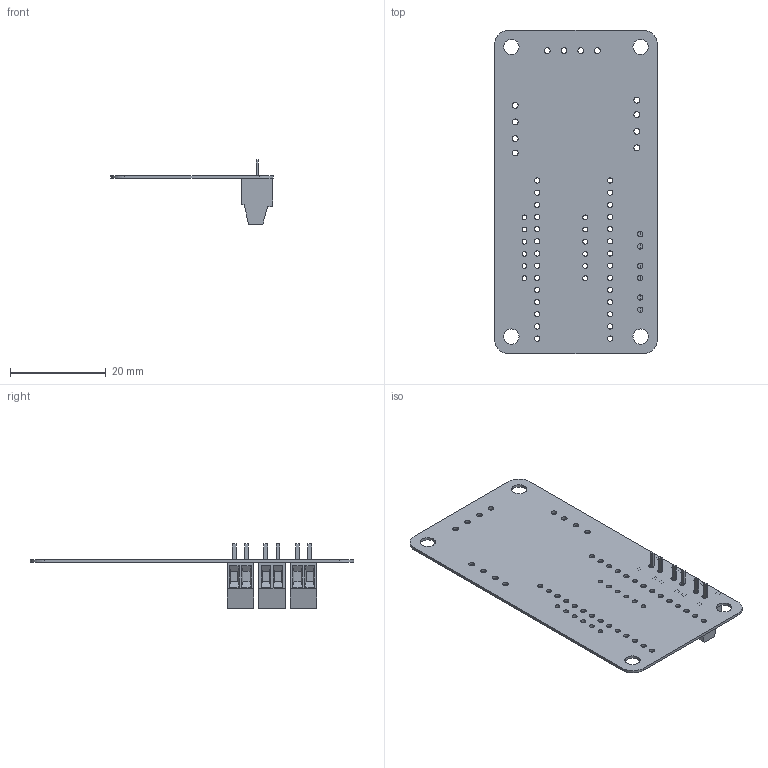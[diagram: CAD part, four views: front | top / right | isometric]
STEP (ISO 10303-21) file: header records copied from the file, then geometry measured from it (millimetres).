
FILE_DESCRIPTION(('KiCad electronic assembly'),'2;1');
FILE_NAME('bellerophon.step','2023-02-18T01:34:59',('Pcbnew'),('Kicad'), 'Open CASCADE STEP processor 7.5','KiCad to STEP converter','Unknown' );
FILE_SCHEMA(('AUTOMOTIVE_DESIGN { 1 0 10303 214 1 1 1 1 }'));
Length unit declared in the file: millimetre
Products named in the file (4): bellerophon 1; 282834-2; SOLID; bellerophon PCB
Assembly tree (5 placements, depth 3):
  bellerophon 1
    282834-2  x3
      SOLID
    bellerophon PCB
Bounding box: 34 x 67.6 x 13.4 mm (x, y, z)
Volume: 2043.3 mm3; surface area: 5682.4 mm2
Topology: 4 solids, 4 shells, 303 faces, 819 edges, 542 vertices
Faces by surface type: bspline 231, cylinder 66, plane 6
Full cylindrical faces by diameter (mm): 1 x12, 1.1 x34, 1.2 x12, 3.2 x4
Entity records: 10387 total; most frequent: CARTESIAN_POINT 3450, ORIENTED_EDGE 826, PCURVE 826, DEFINITIONAL_REPRESENTATION 826, DIRECTION 786, B_SPLINE_CURVE_WITH_KNOTS 565, EDGE_CURVE 413, LINE 366
